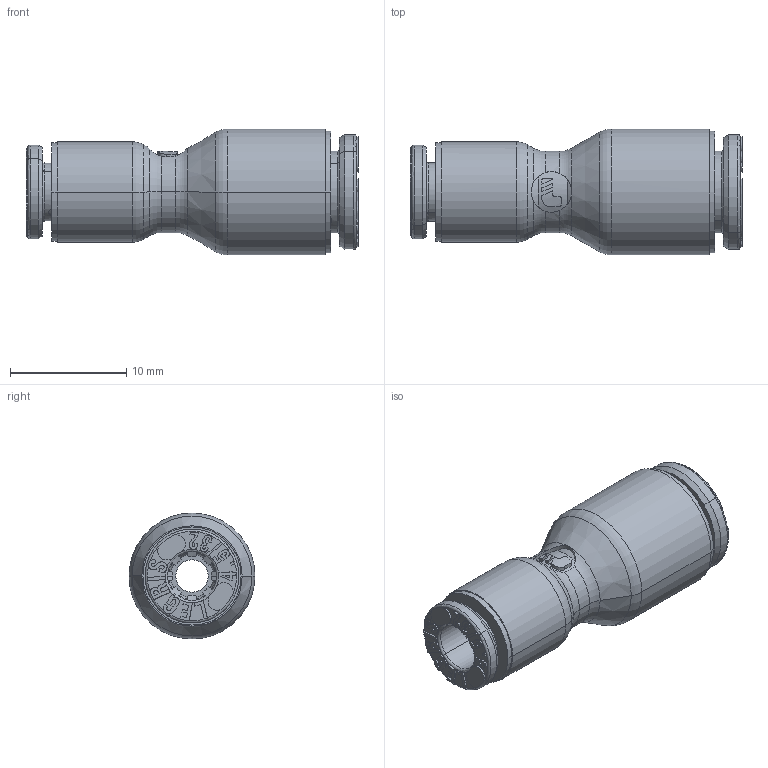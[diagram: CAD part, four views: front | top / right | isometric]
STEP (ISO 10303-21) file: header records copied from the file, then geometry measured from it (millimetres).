
FILE_DESCRIPTION(('STEP AP214'),'1');
FILE_NAME('6806_04_06.stp','2016-07-07T14:41:35',('TraceParts'),('TraceParts S.A.'),'Spatial InterOp 3D',' ',' ');
FILE_SCHEMA(('automotive_design'));
Length unit declared in the file: millimetre
Products named in the file (11): V806-04-06_ASM|Next assembly relationship#44104-64_ASM|Next assembly relationship#44104-26;44104-26; V806-04-06_ASM|Next assembly relationship#44104-64_ASM|Next assembly relationship#44104;44104; V806-04-06_ASM|Next assembly relationship#44104-64_ASM|Next assembly relationship#44104-27;44104-27; V806-04-06_ASM|Next assembly relationship#44104-64_ASM|Next assembly relationship#44124-20;44124-20; V806-04-06_ASM|Next assembly relationship#44106-64_ASM|Next assembly relationship#44106-26;44106-26; V806-04-06_ASM|Next assembly relationship#44106-64_ASM|Next assembly relationship#44106;44106; V806-04-06_ASM|Next assembly relationship#44106-64_ASM|Next assembly relationship#44106-27;44106-27; V806-04-06_ASM|Next assembly relationship#44106-64_ASM|Next assembly relationship#44126-20;44126-20; V806-04-06_ASM|Next assembly relationship#44516-21;44516-21; V806-04-06_ASM|Next assembly relationship#44104-11-10_ASS;44104-11-10_ASS; V806-04-06_ASM|Next assembly relationship#44106-11-10-ASM;44106-11-10-ASM
Bounding box: 28.61 x 10.85 x 10.85 mm (x, y, z)
Volume: 1193.6 mm3; surface area: 3190.4 mm2
Topology: 11 solids, 11 shells, 1231 faces, 3167 edges, 1985 vertices
Faces by surface type: plane 482, cylinder 214, torus 164, cone 146, bspline 120, extrusion 99, sphere 6
Entity records: 42622 total; most frequent: CARTESIAN_POINT 13432, ORIENTED_EDGE 6322, DIRECTION 5604, EDGE_CURVE 3161, VERTEX_POINT 1985, AXIS2_PLACEMENT_3D 1949, VECTOR 1706, LINE 1607
